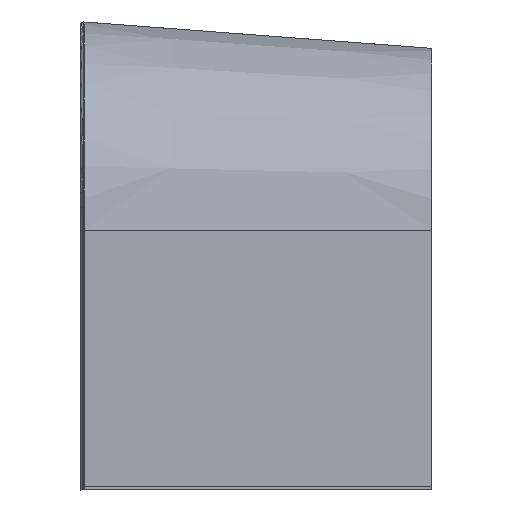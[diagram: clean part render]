
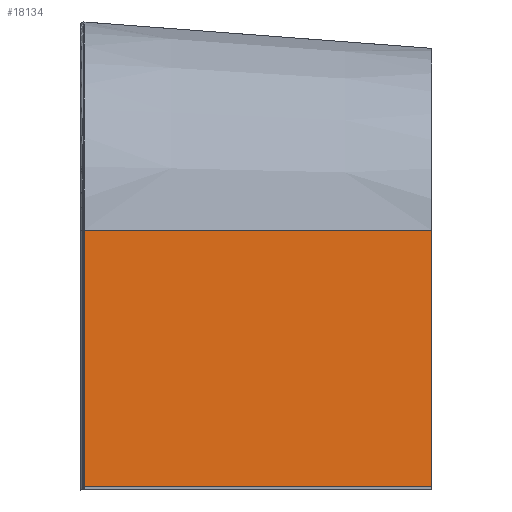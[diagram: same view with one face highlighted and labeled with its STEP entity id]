
A CAD part, left-side view. The second image highlights one B-rep face of the part: STEP entity #18134.
In plain terms, the highlighted planar face has unit normal (-0.997, -0.075, 0).
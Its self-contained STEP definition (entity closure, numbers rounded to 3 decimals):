
#4731=DIRECTION('',(-0.076,0.997,0.));
#4732=VECTOR('',#4731,595.433);
#4733=CARTESIAN_POINT('',(-850.,-600.,-394.));
#4734=LINE('',#4733,#4732);
#4735=DIRECTION('',(0.,0.,1.));
#4736=VECTOR('',#4735,438.);
#4737=CARTESIAN_POINT('',(-894.98,-6.268,
-394.));
#4738=LINE('',#4737,#4736);
#4739=DIRECTION('',(0.,0.,-1.));
#4740=VECTOR('',#4739,438.);
#4741=CARTESIAN_POINT('',(-849.999,-600.,
44.));
#4742=LINE('',#4741,#4740);
#4748=DIRECTION('',(-0.076,0.997,0.));
#4749=VECTOR('',#4748,595.433);
#4750=CARTESIAN_POINT('',(-849.999,-600.,
44.));
#4751=LINE('',#4750,#4749);
#7304=CARTESIAN_POINT('',(-850.,-600.,-394.));
#7305=VERTEX_POINT('',#7304);
#7306=CARTESIAN_POINT('',(-849.999,-600.,
44.));
#7307=VERTEX_POINT('',#7306);
#7308=CARTESIAN_POINT('',(-894.98,-6.268,
-394.));
#7309=VERTEX_POINT('',#7308);
#7310=CARTESIAN_POINT('',(-894.979,-6.268,
44.));
#7311=VERTEX_POINT('',#7310);
#18122=CARTESIAN_POINT('',(-872.49,-303.134,
-175.));
#18123=DIRECTION('',(0.997,0.076,0.));
#18124=DIRECTION('',(-0.076,0.997,0.));
#18125=AXIS2_PLACEMENT_3D('',#18122,#18123,#18124);
#18126=PLANE('',#18125);
#18127=ORIENTED_EDGE('',*,*,#18089,.T.);
#18128=ORIENTED_EDGE('',*,*,#18113,.T.);
#18130=ORIENTED_EDGE('',*,*,#18129,.F.);
#18131=ORIENTED_EDGE('',*,*,#18071,.T.);
#18132=EDGE_LOOP('',(#18127,#18128,#18130,#18131));
#18133=FACE_OUTER_BOUND('',#18132,.F.);
#18134=ADVANCED_FACE('',(#18133),#18126,.F.);
#18071=EDGE_CURVE('',#7307,#7305,#4742,.T.);
#18089=EDGE_CURVE('',#7305,#7309,#4734,.T.);
#18113=EDGE_CURVE('',#7309,#7311,#4738,.T.);
#18129=EDGE_CURVE('',#7307,#7311,#4751,.T.);
